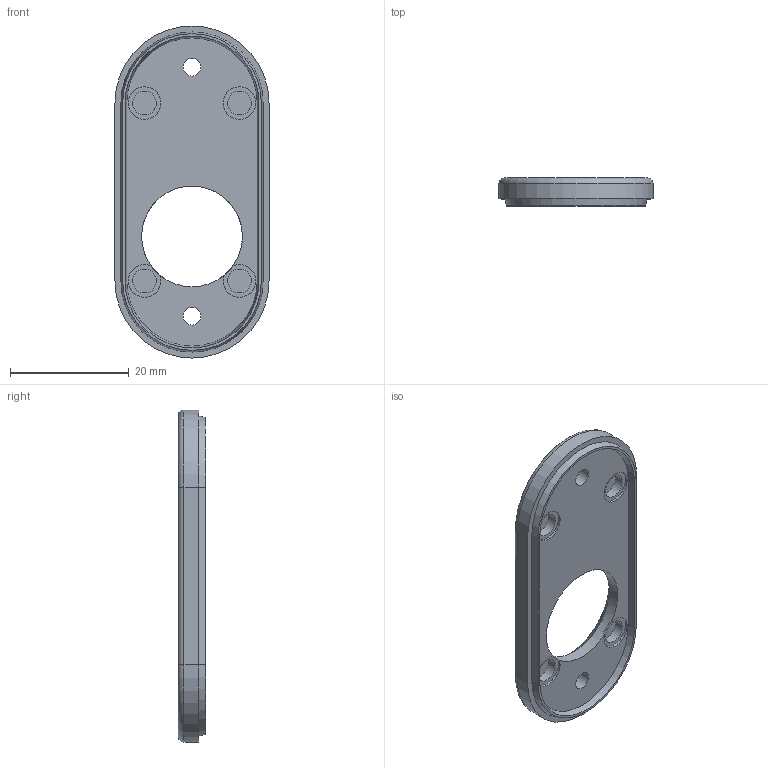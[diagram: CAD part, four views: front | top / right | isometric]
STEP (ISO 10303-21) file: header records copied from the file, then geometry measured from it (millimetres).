
FILE_DESCRIPTION(/* description */ (''),/* implementation_level */ '2;1');
FILE_NAME(/* name */ 'V20_MotorSleeves.stp',/* time_stamp */ '2025-10-28T09:48:21+10:30',/* author */ ('matth'),/* organization */ (''),/* preprocessor_version */ 'ST-DEVELOPER v20.1',/* originating_system */ 'Autodesk Inventor 2026',/* authorisation */ '');
FILE_SCHEMA (('AUTOMOTIVE_DESIGN { 1 0 10303 214 3 1 1 }'));
Length unit declared in the file: millimetre
Products named in the file (1): V16_Motor_Sleeves
Bounding box: 26 x 4.7 x 56 mm (x, y, z)
Volume: 3626.4 mm3; surface area: 3390.6 mm2
Topology: 2 solids, 2 shells, 42 faces, 90 edges, 58 vertices
Faces by surface type: plane 18, cylinder 15, cone 7, torus 2
Full cylindrical faces by diameter (mm): 3 x2, 4 x4, 5.5 x2, 17 x1
Entity records: 1290 total; most frequent: DIRECTION 224, CARTESIAN_POINT 191, ORIENTED_EDGE 180, AXIS2_PLACEMENT_3D 91, EDGE_CURVE 90, VERTEX_POINT 58, EDGE_LOOP 56, CIRCLE 48
